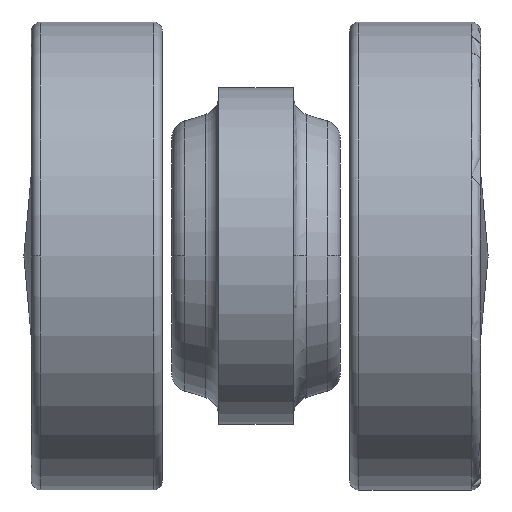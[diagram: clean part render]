
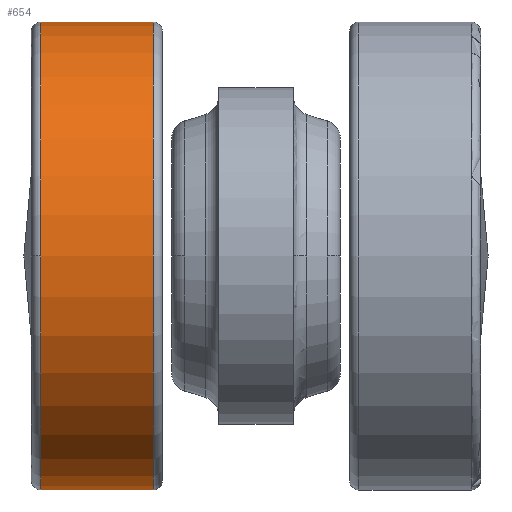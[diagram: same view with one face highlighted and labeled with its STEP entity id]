
A CAD part, front view. The second image highlights one B-rep face of the part: STEP entity #654.
In plain terms, the highlighted cylindrical face has radius 12.5 mm (diameter 25 mm), a partial arc.
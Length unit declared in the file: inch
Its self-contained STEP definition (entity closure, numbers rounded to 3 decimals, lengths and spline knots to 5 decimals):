
#116 = CARTESIAN_POINT ( 'NONE',  ( -0.58272, 0.68898, 0.49213 ) ) ;
#118 = EDGE_CURVE ( 'NONE', #2268, #1956, #5712, .T. ) ;
#240 = CARTESIAN_POINT ( 'NONE',  ( -0.45276, 0.68898, -0.49213 ) ) ;
#244 = AXIS2_PLACEMENT_3D ( 'NONE', #5624, #5158, #5227 ) ;
#339 = DIRECTION ( 'NONE',  ( -1., 0., 0. ) ) ;
#392 = FACE_OUTER_BOUND ( 'NONE', #6506, .T. ) ;
#497 = CARTESIAN_POINT ( 'NONE',  ( -0.21654, 0.68898, 0.49213 ) ) ;
#647 = ORIENTED_EDGE ( 'NONE', *, *, #3235, .T. ) ;
#654 = ADVANCED_FACE ( 'NONE', ( #392 ), #4753, .T. ) ;
#834 = EDGE_CURVE ( 'NONE', #3050, #1282, #4299, .T. ) ;
#872 = DIRECTION ( 'NONE',  ( 0., 0., 1. ) ) ;
#913 = AXIS2_PLACEMENT_3D ( 'NONE', #6689, #6069, #3051 ) ;
#1163 = AXIS2_PLACEMENT_3D ( 'NONE', #3479, #339, #872 ) ;
#1282 = VERTEX_POINT ( 'NONE', #5658 ) ;
#1611 = DIRECTION ( 'NONE',  ( -1., 0., 0. ) ) ;
#1921 = ORIENTED_EDGE ( 'NONE', *, *, #834, .T. ) ;
#1956 = VERTEX_POINT ( 'NONE', #240 ) ;
#2018 = CIRCLE ( 'NONE', #244, 0.49213 ) ;
#2118 = CARTESIAN_POINT ( 'NONE',  ( -0.58272, 0.68898, 0. ) ) ;
#2268 = VERTEX_POINT ( 'NONE', #6350 ) ;
#2324 = DIRECTION ( 'NONE',  ( -1., 0., 0. ) ) ;
#2357 = CIRCLE ( 'NONE', #1163, 0.49213 ) ;
#2646 = CARTESIAN_POINT ( 'NONE',  ( -0.58272, 0.68898, -0.49213 ) ) ;
#2915 = CARTESIAN_POINT ( 'NONE',  ( -0.45276, 0.19685, 0. ) ) ;
#3050 = VERTEX_POINT ( 'NONE', #497 ) ;
#3051 = DIRECTION ( 'NONE',  ( 0., 0., 1. ) ) ;
#3132 = ORIENTED_EDGE ( 'NONE', *, *, #5755, .T. ) ;
#3217 = CIRCLE ( 'NONE', #913, 0.49213 ) ;
#3235 = EDGE_CURVE ( 'NONE', #2268, #3050, #2357, .T. ) ;
#3479 = CARTESIAN_POINT ( 'NONE',  ( -0.21654, 0.68898, 0. ) ) ;
#3857 = ORIENTED_EDGE ( 'NONE', *, *, #118, .F. ) ;
#4277 = VERTEX_POINT ( 'NONE', #2915 ) ;
#4299 = LINE ( 'NONE', #116, #6151 ) ;
#4753 = CYLINDRICAL_SURFACE ( 'NONE', #5921, 0.49213 ) ;
#5158 = DIRECTION ( 'NONE',  ( 1., 0., 0. ) ) ;
#5227 = DIRECTION ( 'NONE',  ( 0., 0., 1. ) ) ;
#5257 = VECTOR ( 'NONE', #6245, 39.37008 ) ;
#5490 = EDGE_CURVE ( 'NONE', #4277, #1956, #3217, .T. ) ;
#5624 = CARTESIAN_POINT ( 'NONE',  ( -0.45276, 0.68898, 0. ) ) ;
#5658 = CARTESIAN_POINT ( 'NONE',  ( -0.45276, 0.68898, 0.49213 ) ) ;
#5712 = LINE ( 'NONE', #2646, #5257 ) ;
#5755 = EDGE_CURVE ( 'NONE', #1282, #4277, #2018, .T. ) ;
#5921 = AXIS2_PLACEMENT_3D ( 'NONE', #2118, #1611, #6343 ) ;
#6025 = ORIENTED_EDGE ( 'NONE', *, *, #5490, .T. ) ;
#6069 = DIRECTION ( 'NONE',  ( 1., 0., 0. ) ) ;
#6151 = VECTOR ( 'NONE', #2324, 39.37008 ) ;
#6245 = DIRECTION ( 'NONE',  ( -1., 0., 0. ) ) ;
#6343 = DIRECTION ( 'NONE',  ( 0., 0., 1. ) ) ;
#6350 = CARTESIAN_POINT ( 'NONE',  ( -0.21654, 0.68898, -0.49213 ) ) ;
#6506 = EDGE_LOOP ( 'NONE', ( #3857, #647, #1921, #3132, #6025 ) ) ;
#6689 = CARTESIAN_POINT ( 'NONE',  ( -0.45276, 0.68898, 0. ) ) ;
